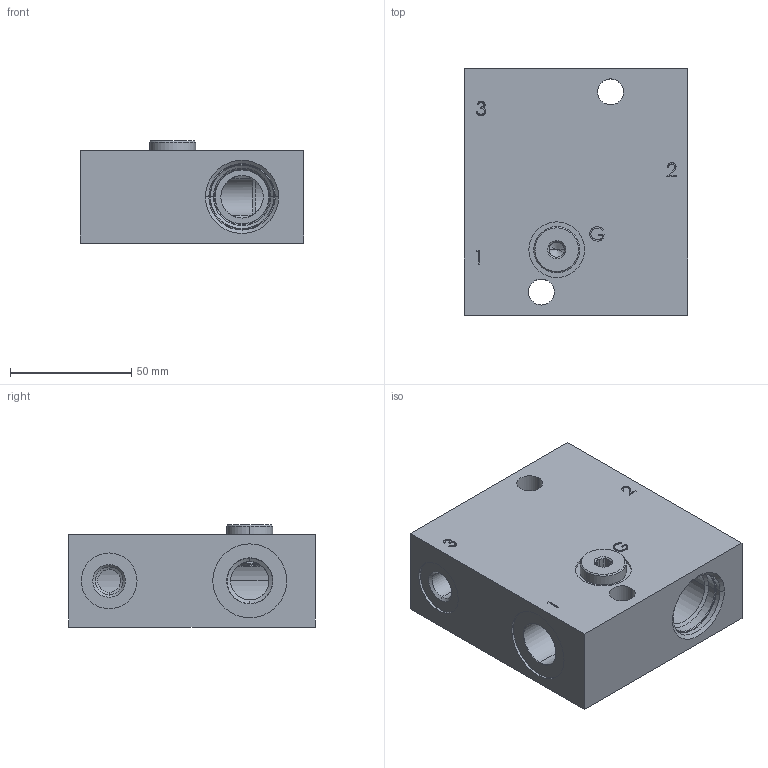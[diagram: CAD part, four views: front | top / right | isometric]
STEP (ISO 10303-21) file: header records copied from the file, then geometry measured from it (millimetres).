
FILE_DESCRIPTION (( 'STEP AP203' ), '1' );
FILE_NAME ('ML-120-PPC-2A3-5A2-G04AG-Z01.STEP', '2026-02-26T05:10:08', ( '' ), ( '' ), 'SwSTEP 2.0', 'SolidWorks 2018', '' );
FILE_SCHEMA (( 'CONFIG_CONTROL_DESIGN' ));
Length unit declared in the file: millimetre
Products named in the file (5): 6DBG02A001; 7DBG02A001; 6EF120PPCG04A001_目錄; ML-120-PPC-2A3-5A2-G04AG-Z01; 4KE161101A001
Assembly tree (4 placements, depth 3):
  ML-120-PPC-2A3-5A2-G04AG-Z01
    6EF120PPCG04A001_目錄
    7DBG02A001
      4KE161101A001
      6DBG02A001
Bounding box: 92.08 x 101.6 x 42.1 mm (x, y, z)
Volume: 269660.5 mm3; surface area: 51007.2 mm2
Topology: 3 solids, 3 shells, 216 faces, 537 edges, 336 vertices
Faces by surface type: cylinder 74, plane 61, cone 47, bspline 30, torus 4
Entity records: 11113 total; most frequent: CARTESIAN_POINT 5677, ORIENTED_EDGE 1070, DIRECTION 952, EDGE_CURVE 535, AXIS2_PLACEMENT_3D 353, VERTEX_POINT 336, VECTOR 246, LINE 246
